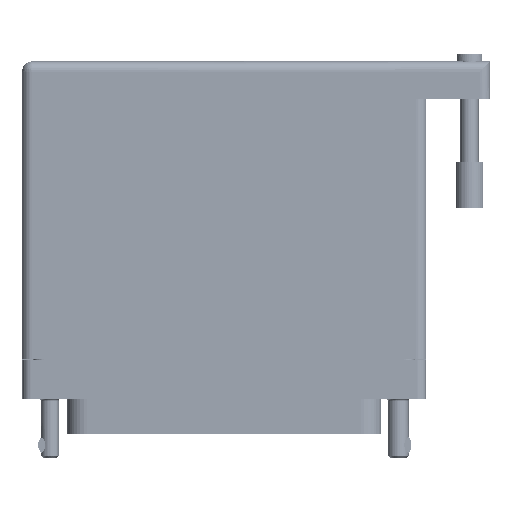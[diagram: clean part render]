
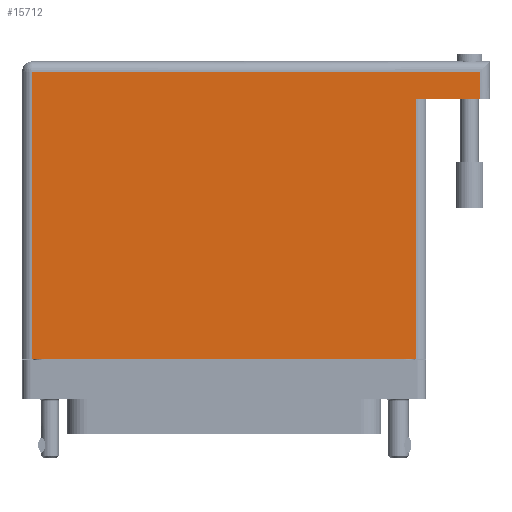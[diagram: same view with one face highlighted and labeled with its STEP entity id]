
A CAD part, front view. The second image highlights one B-rep face of the part: STEP entity #15712.
In plain terms, the highlighted face is planar.
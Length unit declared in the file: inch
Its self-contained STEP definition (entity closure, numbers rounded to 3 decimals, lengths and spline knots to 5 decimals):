
#1570 = CARTESIAN_POINT ( 'NONE',  ( -1.3775, -0.1, 0.765 ) ) ;
#3752 = EDGE_CURVE ( 'NONE', #78908, #43193, #68819, .T. ) ;
#10557 = CARTESIAN_POINT ( 'NONE',  ( -1.3075, 1.86, 0.765 ) ) ;
#12024 = ORIENTED_EDGE ( 'NONE', *, *, #54660, .T. ) ;
#14949 = CARTESIAN_POINT ( 'NONE',  ( -1.3075, -0.1, 0.765 ) ) ;
#15623 = ORIENTED_EDGE ( 'NONE', *, *, #77987, .T. ) ;
#15712 = ADVANCED_FACE ( 'NONE', ( #61020 ), #63716, .F. ) ;
#16006 = CARTESIAN_POINT ( 'NONE',  ( 1.3075, 1.674, 0.765 ) ) ;
#20613 = EDGE_CURVE ( 'NONE', #101007, #45158, #36734, .T. ) ;
#21566 = DIRECTION ( 'NONE',  ( -1., 0., 0. ) ) ;
#21647 = DIRECTION ( 'NONE',  ( 0., 1., 0. ) ) ;
#25964 = CARTESIAN_POINT ( 'NONE',  ( 1.3075, -0.1, 0.765 ) ) ;
#27858 = VECTOR ( 'NONE', #21647, 39.37008 ) ;
#28869 = VECTOR ( 'NONE', #65514, 39.37008 ) ;
#31137 = EDGE_CURVE ( 'NONE', #79556, #43193, #31343, .T. ) ;
#31343 = LINE ( 'NONE', #72841, #28869 ) ;
#36734 = LINE ( 'NONE', #68999, #85275 ) ;
#37113 = AXIS2_PLACEMENT_3D ( 'NONE', #56179, #66140, #49865 ) ;
#43137 = CARTESIAN_POINT ( 'NONE',  ( -1.3075, -0.1, 0.765 ) ) ;
#43193 = VERTEX_POINT ( 'NONE', #101827 ) ;
#45158 = VERTEX_POINT ( 'NONE', #10557 ) ;
#45548 = CARTESIAN_POINT ( 'NONE',  ( 1.7425, 1.93, 0.765 ) ) ;
#46848 = DIRECTION ( 'NONE',  ( 0., 1., 0. ) ) ;
#48869 = LINE ( 'NONE', #45548, #27858 ) ;
#49865 = DIRECTION ( 'NONE',  ( -1., 0., 0. ) ) ;
#50969 = ORIENTED_EDGE ( 'NONE', *, *, #20613, .T. ) ;
#52387 = VECTOR ( 'NONE', #97663, 39.37008 ) ;
#54056 = ORIENTED_EDGE ( 'NONE', *, *, #31137, .F. ) ;
#54660 = EDGE_CURVE ( 'NONE', #95405, #78908, #74778, .T. ) ;
#56022 = CARTESIAN_POINT ( 'NONE',  ( 1.7425, 1.674, 0.765 ) ) ;
#56179 = CARTESIAN_POINT ( 'NONE',  ( -1.3775, 1.93, 0.765 ) ) ;
#61020 = FACE_OUTER_BOUND ( 'NONE', #90516, .T. ) ;
#63716 = PLANE ( 'NONE',  #37113 ) ;
#65514 = DIRECTION ( 'NONE',  ( -1., 0., 0. ) ) ;
#66140 = DIRECTION ( 'NONE',  ( 0., 0., -1. ) ) ;
#68819 = LINE ( 'NONE', #16006, #92518 ) ;
#68999 = CARTESIAN_POINT ( 'NONE',  ( -1.3775, 1.86, 0.765 ) ) ;
#70808 = EDGE_CURVE ( 'NONE', #79556, #101007, #48869, .T. ) ;
#72841 = CARTESIAN_POINT ( 'NONE',  ( 1.8125, 1.674, 0.765 ) ) ;
#74211 = VECTOR ( 'NONE', #78788, 39.37008 ) ;
#74778 = LINE ( 'NONE', #1570, #52387 ) ;
#76731 = LINE ( 'NONE', #14949, #74211 ) ;
#77987 = EDGE_CURVE ( 'NONE', #45158, #95405, #76731, .T. ) ;
#78752 = ORIENTED_EDGE ( 'NONE', *, *, #70808, .T. ) ;
#78788 = DIRECTION ( 'NONE',  ( 0., -1., 0. ) ) ;
#78908 = VERTEX_POINT ( 'NONE', #25964 ) ;
#79556 = VERTEX_POINT ( 'NONE', #56022 ) ;
#84984 = CARTESIAN_POINT ( 'NONE',  ( 1.7425, 1.86, 0.765 ) ) ;
#85275 = VECTOR ( 'NONE', #21566, 39.37008 ) ;
#90516 = EDGE_LOOP ( 'NONE', ( #12024, #94262, #54056, #78752, #50969, #15623 ) ) ;
#92518 = VECTOR ( 'NONE', #46848, 39.37008 ) ;
#94262 = ORIENTED_EDGE ( 'NONE', *, *, #3752, .T. ) ;
#95405 = VERTEX_POINT ( 'NONE', #43137 ) ;
#97663 = DIRECTION ( 'NONE',  ( 1., 0., 0. ) ) ;
#101007 = VERTEX_POINT ( 'NONE', #84984 ) ;
#101827 = CARTESIAN_POINT ( 'NONE',  ( 1.3075, 1.674, 0.765 ) ) ;
